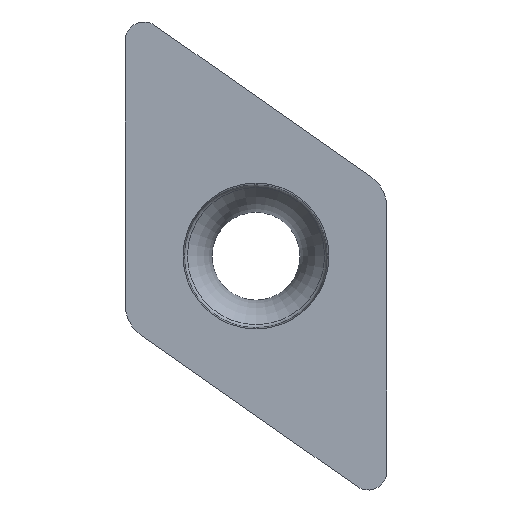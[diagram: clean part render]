
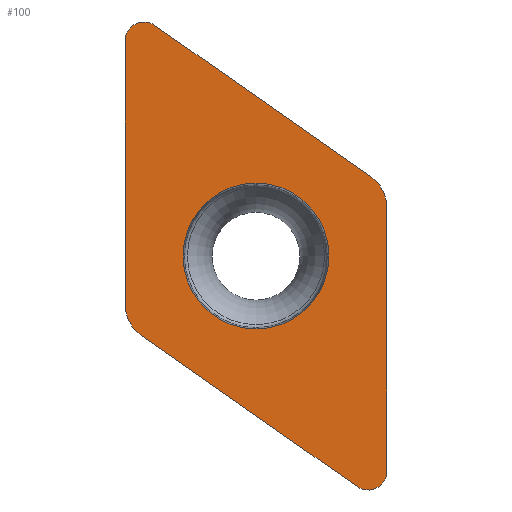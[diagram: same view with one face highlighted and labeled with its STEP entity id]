
A CAD part, top view. The second image highlights one B-rep face of the part: STEP entity #100.
In plain terms, the highlighted planar face has unit normal (0, 0, 1).
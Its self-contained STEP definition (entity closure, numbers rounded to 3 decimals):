
#100=ADVANCED_FACE('',(#209,#210),#112,.T.);
#112=PLANE('',#612);
#129=LINE('',#915,#167);
#133=LINE('',#923,#171);
#141=LINE('',#942,#179);
#145=LINE('',#950,#183);
#167=VECTOR('',#639,1.);
#171=VECTOR('',#645,1.);
#179=VECTOR('',#661,1.);
#183=VECTOR('',#667,1.);
#209=FACE_BOUND('',#241,.T.);
#210=FACE_BOUND('',#242,.T.);
#241=EDGE_LOOP('',(#370));
#242=EDGE_LOOP('',(#371,#372,#373,#374,#375,#376,#377,#378));
#370=ORIENTED_EDGE('',*,*,#484,.F.);
#371=ORIENTED_EDGE('',*,*,#482,.F.);
#372=ORIENTED_EDGE('',*,*,#473,.T.);
#373=ORIENTED_EDGE('',*,*,#485,.T.);
#374=ORIENTED_EDGE('',*,*,#463,.T.);
#375=ORIENTED_EDGE('',*,*,#468,.F.);
#376=ORIENTED_EDGE('',*,*,#459,.T.);
#377=ORIENTED_EDGE('',*,*,#488,.T.);
#378=ORIENTED_EDGE('',*,*,#477,.T.);
#409=VERTEX_POINT('',#914);
#410=VERTEX_POINT('',#916);
#412=VERTEX_POINT('',#922);
#413=VERTEX_POINT('',#924);
#419=VERTEX_POINT('',#941);
#420=VERTEX_POINT('',#943);
#422=VERTEX_POINT('',#949);
#423=VERTEX_POINT('',#951);
#427=VERTEX_POINT('',#964);
#459=EDGE_CURVE('',#410,#409,#129,.T.);
#463=EDGE_CURVE('',#413,#412,#133,.T.);
#468=EDGE_CURVE('',#410,#412,#508,.T.);
#473=EDGE_CURVE('',#420,#419,#141,.T.);
#477=EDGE_CURVE('',#423,#422,#145,.T.);
#482=EDGE_CURVE('',#420,#422,#509,.T.);
#484=EDGE_CURVE('',#427,#427,#511,.T.);
#485=EDGE_CURVE('',#419,#413,#512,.T.);
#488=EDGE_CURVE('',#409,#423,#513,.T.);
#508=CIRCLE('',#581,0.794);
#509=CIRCLE('',#586,0.794);
#511=CIRCLE('',#589,3.065);
#512=CIRCLE('',#591,1.6);
#513=CIRCLE('',#593,1.6);
#581=AXIS2_PLACEMENT_3D('',#932,#653,#654);
#586=AXIS2_PLACEMENT_3D('',#959,#675,#676);
#589=AXIS2_PLACEMENT_3D('',#963,#681,#682);
#591=AXIS2_PLACEMENT_3D('',#966,#685,#686);
#593=AXIS2_PLACEMENT_3D('',#986,#689,#690);
#612=AXIS2_PLACEMENT_3D('',#1103,#739,#740);
#639=DIRECTION('',(0.,1.,0.));
#645=DIRECTION('',(0.819,-0.574,0.));
#653=DIRECTION('',(0.,0.,-1.));
#654=DIRECTION('',(1.,0.,0.));
#661=DIRECTION('',(0.,-1.,0.));
#667=DIRECTION('',(-0.819,0.574,0.));
#675=DIRECTION('',(0.,0.,-1.));
#676=DIRECTION('',(1.,0.,0.));
#681=DIRECTION('',(0.,0.,1.));
#682=DIRECTION('',(1.,0.,0.));
#685=DIRECTION('',(0.,0.,1.));
#686=DIRECTION('',(1.,0.,0.));
#689=DIRECTION('',(0.,0.,1.));
#690=DIRECTION('',(1.,0.,0.));
#739=DIRECTION('',(0.,0.,1.));
#740=DIRECTION('',(1.,0.,0.));
#914=CARTESIAN_POINT('',(5.5,2.03,0.));
#915=CARTESIAN_POINT('',(5.5,7.722,0.));
#916=CARTESIAN_POINT('',(5.5,-9.04,0.));
#922=CARTESIAN_POINT('',(4.251,-9.691,0.));
#923=CARTESIAN_POINT('',(-9.48,-0.076,0.));
#924=CARTESIAN_POINT('',(-4.818,-3.341,0.));
#932=CARTESIAN_POINT('',(4.706,-9.04,0.));
#941=CARTESIAN_POINT('',(-5.5,-2.03,0.));
#942=CARTESIAN_POINT('',(-5.5,-7.722,0.));
#943=CARTESIAN_POINT('',(-5.5,9.04,0.));
#949=CARTESIAN_POINT('',(-4.251,9.691,0.));
#950=CARTESIAN_POINT('',(9.48,0.076,0.));
#951=CARTESIAN_POINT('',(4.818,3.341,0.));
#959=CARTESIAN_POINT('',(-4.706,9.04,0.));
#963=CARTESIAN_POINT('',(0.,0.,0.));
#964=CARTESIAN_POINT('',(3.065,0.,0.));
#966=CARTESIAN_POINT('',(-3.9,-2.03,0.));
#986=CARTESIAN_POINT('',(3.9,2.03,0.));
#1103=CARTESIAN_POINT('',(0.,0.,0.));
